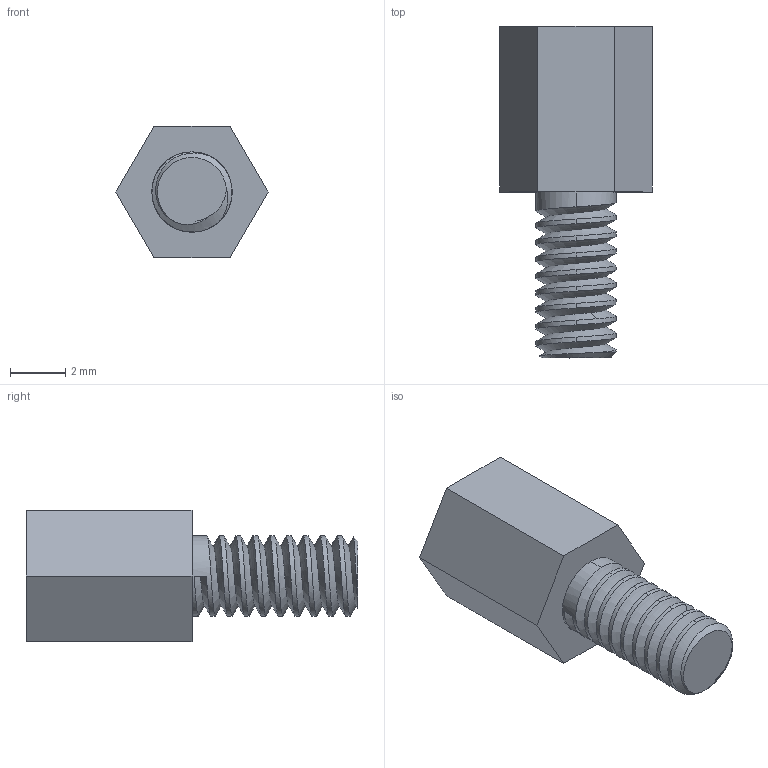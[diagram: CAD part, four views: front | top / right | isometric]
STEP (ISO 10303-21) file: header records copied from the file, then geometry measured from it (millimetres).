
FILE_DESCRIPTION((''),'2;1');
FILE_NAME('NILONGZHU-M3-6','2020-11-30T16:52:38',('QGLing'),(''),'CREO PARAMETRIC BY PTC INC, 2016510','CREO PARAMETRIC BY PTC INC, 2016510','');
FILE_SCHEMA(('CONFIG_CONTROL_DESIGN'));
Length unit declared in the file: millimetre
Products named in the file (1): NILONGZHU-M3-6
Bounding box: 5.5 x 12 x 4.76 mm (x, y, z)
Volume: 120.2 mm3; surface area: 298 mm2
Topology: 1 solids, 1 shells, 67 faces, 182 edges, 119 vertices
Faces by surface type: cylinder 38, bspline 14, plane 12, cone 3
Entity records: 5842 total; most frequent: CARTESIAN_POINT 4343, ORIENTED_EDGE 364, DIRECTION 198, EDGE_CURVE 182, VERTEX_POINT 119, B_SPLINE_CURVE_WITH_KNOTS 99, VECTOR 74, LINE 74
